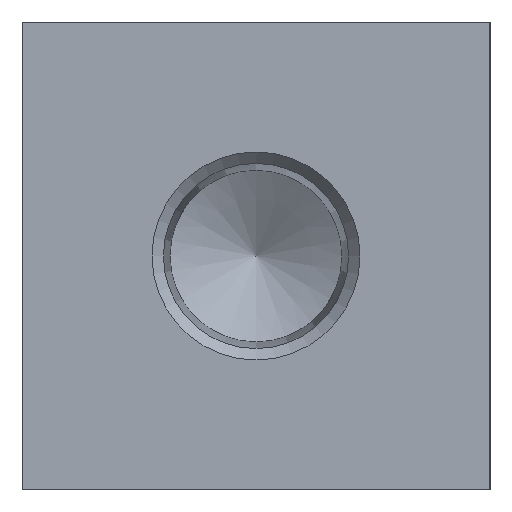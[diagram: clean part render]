
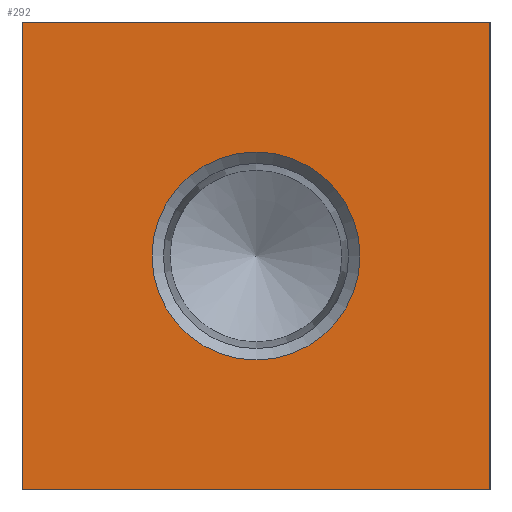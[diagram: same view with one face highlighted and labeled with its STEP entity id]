
A CAD part, left-side view. The second image highlights one B-rep face of the part: STEP entity #292.
In plain terms, the highlighted planar face has unit normal (-1, 0, 0).
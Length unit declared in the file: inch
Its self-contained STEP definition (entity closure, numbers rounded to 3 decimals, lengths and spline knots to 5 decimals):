
#292 = ADVANCED_FACE( '', ( #696, #697 ), #698, .F. );
#696 = FACE_BOUND( '', #1223, .T. );
#697 = FACE_OUTER_BOUND( '', #1224, .T. );
#698 = PLANE( '', #1225 );
#1223 = EDGE_LOOP( '', ( #2014 ) );
#1224 = EDGE_LOOP( '', ( #2015, #2016, #2017, #2018 ) );
#1225 = AXIS2_PLACEMENT_3D( '', #2019, #2020, #2021 );
#2014 = ORIENTED_EDGE( '', *, *, #3133, .T. );
#2015 = ORIENTED_EDGE( '', *, *, #3134, .F. );
#2016 = ORIENTED_EDGE( '', *, *, #3135, .F. );
#2017 = ORIENTED_EDGE( '', *, *, #3036, .F. );
#2018 = ORIENTED_EDGE( '', *, *, #3125, .F. );
#2019 = CARTESIAN_POINT( '', ( 0., 0., 0. ) );
#2020 = DIRECTION( '', ( 1., 0., 0. ) );
#2021 = DIRECTION( '', ( 0., 0., -1. ) );
#3036 = EDGE_CURVE( '', #3660, #3661, #3662, .T. );
#3125 = EDGE_CURVE( '', #3802, #3660, #3803, .T. );
#3133 = EDGE_CURVE( '', #3812, #3812, #3813, .T. );
#3134 = EDGE_CURVE( '', #3814, #3802, #3815, .T. );
#3135 = EDGE_CURVE( '', #3661, #3814, #3816, .T. );
#3660 = VERTEX_POINT( '', #4503 );
#3661 = VERTEX_POINT( '', #4504 );
#3662 = LINE( '', #4505, #4506 );
#3802 = VERTEX_POINT( '', #4691 );
#3803 = LINE( '', #4692, #4693 );
#3812 = VERTEX_POINT( '', #4704 );
#3813 = CIRCLE( '', #4705, 0.4444 );
#3814 = VERTEX_POINT( '', #4706 );
#3815 = LINE( '', #4707, #4708 );
#3816 = LINE( '', #4709, #4710 );
#4503 = CARTESIAN_POINT( '', ( 0., 0., 2. ) );
#4504 = CARTESIAN_POINT( '', ( 0., 0., 0. ) );
#4505 = CARTESIAN_POINT( '', ( 0., 0., 2. ) );
#4506 = VECTOR( '', #5350, 39.37008 );
#4691 = CARTESIAN_POINT( '', ( 0., 2., 2. ) );
#4692 = CARTESIAN_POINT( '', ( 0., 2., 2. ) );
#4693 = VECTOR( '', #5465, 39.37008 );
#4704 = CARTESIAN_POINT( '', ( 0., 1., 0.5556 ) );
#4705 = AXIS2_PLACEMENT_3D( '', #5471, #5472, #5473 );
#4706 = CARTESIAN_POINT( '', ( 0., 2., 0. ) );
#4707 = CARTESIAN_POINT( '', ( 0., 2., 0. ) );
#4708 = VECTOR( '', #5474, 39.37008 );
#4709 = CARTESIAN_POINT( '', ( 0., 0., 0. ) );
#4710 = VECTOR( '', #5475, 39.37008 );
#5350 = DIRECTION( '', ( 0., 0., -1. ) );
#5465 = DIRECTION( '', ( 0., -1., 0. ) );
#5471 = CARTESIAN_POINT( '', ( 0., 1., 1. ) );
#5472 = DIRECTION( '', ( 1., 0., 0. ) );
#5473 = DIRECTION( '', ( 0., 0., -1. ) );
#5474 = DIRECTION( '', ( 0., 0., 1. ) );
#5475 = DIRECTION( '', ( 0., 1., 0. ) );
